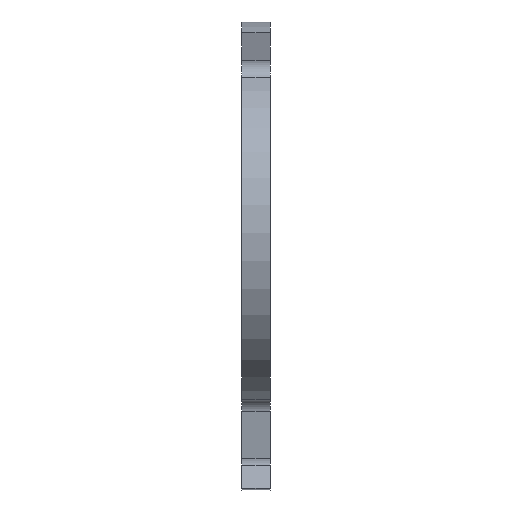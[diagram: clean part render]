
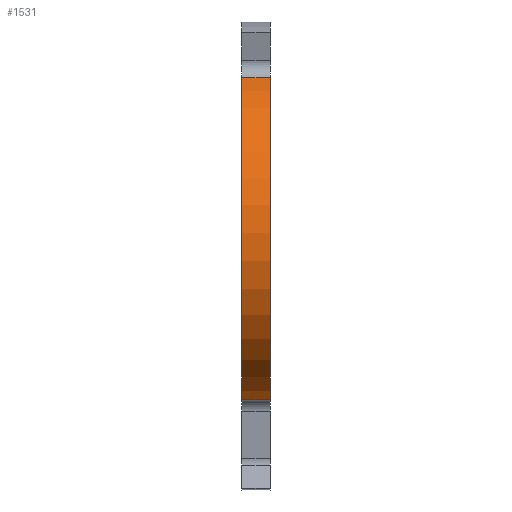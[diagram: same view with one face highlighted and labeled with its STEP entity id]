
A CAD part, left-side view. The second image highlights one B-rep face of the part: STEP entity #1531.
In plain terms, the highlighted cylindrical face has radius 76.2 mm (diameter 152.4 mm), a partial arc.
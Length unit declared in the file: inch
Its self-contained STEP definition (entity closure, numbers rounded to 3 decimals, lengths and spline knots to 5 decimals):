
#175 = CYLINDRICAL_SURFACE ( 'NONE', #1605, 3. ) ;
#363 = ORIENTED_EDGE ( 'NONE', *, *, #1338, .T. ) ;
#366 = ORIENTED_EDGE ( 'NONE', *, *, #694, .T. ) ;
#407 = VECTOR ( 'NONE', #3252, 39.37008 ) ;
#500 = CARTESIAN_POINT ( 'NONE',  ( -0.74207, 0.25, -2.90677 ) ) ;
#586 = DIRECTION ( 'NONE',  ( 0., 1., 0. ) ) ;
#694 = EDGE_CURVE ( 'NONE', #2119, #2586, #3135, .T. ) ;
#701 = AXIS2_PLACEMENT_3D ( 'NONE', #2496, #586, #1688 ) ;
#712 = EDGE_CURVE ( 'NONE', #2119, #1210, #2193, .T. ) ;
#724 = VERTEX_POINT ( 'NONE', #914 ) ;
#914 = CARTESIAN_POINT ( 'NONE',  ( -1.15889, -0.25, 2.76712 ) ) ;
#940 = CARTESIAN_POINT ( 'NONE',  ( -0.74207, -0.25, -2.90677 ) ) ;
#1067 = AXIS2_PLACEMENT_3D ( 'NONE', #2246, #3015, #1940 ) ;
#1155 = ORIENTED_EDGE ( 'NONE', *, *, #712, .F. ) ;
#1210 = VERTEX_POINT ( 'NONE', #2445 ) ;
#1252 = FACE_OUTER_BOUND ( 'NONE', #1436, .T. ) ;
#1281 = ORIENTED_EDGE ( 'NONE', *, *, #3305, .T. ) ;
#1338 = EDGE_CURVE ( 'NONE', #2586, #724, #2673, .T. ) ;
#1436 = EDGE_LOOP ( 'NONE', ( #363, #1281, #1155, #366 ) ) ;
#1481 = CARTESIAN_POINT ( 'NONE',  ( -0.74207, 0.25, -2.90677 ) ) ;
#1506 = CARTESIAN_POINT ( 'NONE',  ( 0., 0.25, 0. ) ) ;
#1531 = ADVANCED_FACE ( 'NONE', ( #1252 ), #175, .T. ) ;
#1605 = AXIS2_PLACEMENT_3D ( 'NONE', #1506, #2361, #2321 ) ;
#1688 = DIRECTION ( 'NONE',  ( 0., 0., 1. ) ) ;
#1710 = CARTESIAN_POINT ( 'NONE',  ( -1.15889, 0.25, 2.76712 ) ) ;
#1752 = LINE ( 'NONE', #1710, #407 ) ;
#1940 = DIRECTION ( 'NONE',  ( 0., 0., 1. ) ) ;
#1969 = VECTOR ( 'NONE', #2374, 39.37008 ) ;
#2119 = VERTEX_POINT ( 'NONE', #1481 ) ;
#2193 = CIRCLE ( 'NONE', #701, 3. ) ;
#2246 = CARTESIAN_POINT ( 'NONE',  ( 0., -0.25, 0. ) ) ;
#2321 = DIRECTION ( 'NONE',  ( 0., 0., -1. ) ) ;
#2361 = DIRECTION ( 'NONE',  ( 0., -1., 0. ) ) ;
#2374 = DIRECTION ( 'NONE',  ( 0., -1., 0. ) ) ;
#2445 = CARTESIAN_POINT ( 'NONE',  ( -1.15889, 0.25, 2.76712 ) ) ;
#2496 = CARTESIAN_POINT ( 'NONE',  ( 0., 0.25, 0. ) ) ;
#2586 = VERTEX_POINT ( 'NONE', #940 ) ;
#2673 = CIRCLE ( 'NONE', #1067, 3. ) ;
#3015 = DIRECTION ( 'NONE',  ( 0., 1., 0. ) ) ;
#3135 = LINE ( 'NONE', #500, #1969 ) ;
#3252 = DIRECTION ( 'NONE',  ( 0., 1., 0. ) ) ;
#3305 = EDGE_CURVE ( 'NONE', #724, #1210, #1752, .T. ) ;
